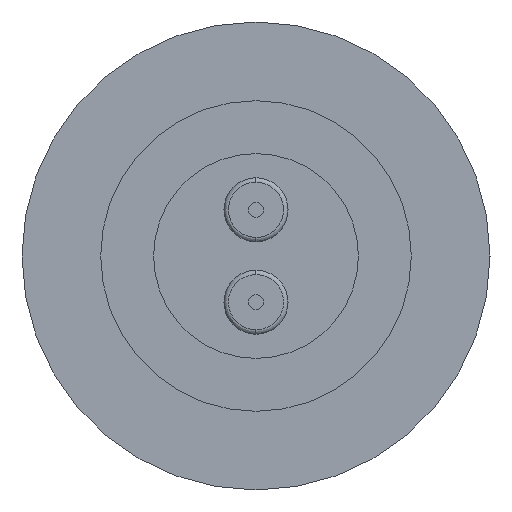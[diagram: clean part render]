
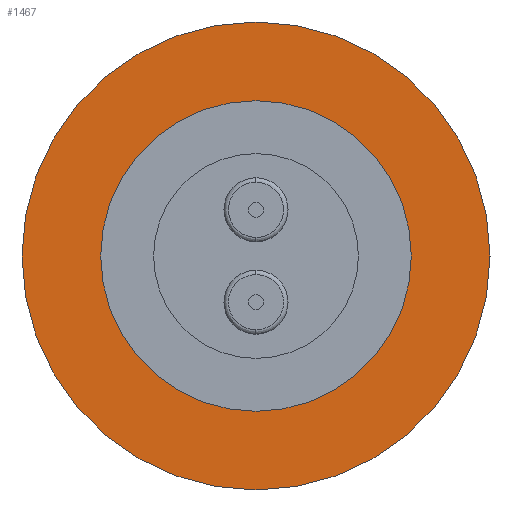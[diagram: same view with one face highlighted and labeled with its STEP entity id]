
A CAD part, front view. The second image highlights one B-rep face of the part: STEP entity #1467.
In plain terms, the highlighted planar face has unit normal (0, -1, 0).
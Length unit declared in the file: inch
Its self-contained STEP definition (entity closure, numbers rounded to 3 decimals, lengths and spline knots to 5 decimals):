
#76 = CIRCLE ( 'NONE', #1952, 0.521 ) ;
#170 = DIRECTION ( 'NONE',  ( 0., -1., 0. ) ) ;
#189 = ORIENTED_EDGE ( 'NONE', *, *, #612, .T. ) ;
#240 = VERTEX_POINT ( 'NONE', #2014 ) ;
#339 = AXIS2_PLACEMENT_3D ( 'NONE', #1887, #945, #2033 ) ;
#390 = AXIS2_PLACEMENT_3D ( 'NONE', #2084, #170, #1342 ) ;
#447 = CIRCLE ( 'NONE', #339, 0.521 ) ;
#479 = EDGE_CURVE ( 'NONE', #627, #240, #660, .T. ) ;
#608 = CARTESIAN_POINT ( 'NONE',  ( 0., -0.87271, 0.785 ) ) ;
#612 = EDGE_CURVE ( 'NONE', #1980, #1103, #447, .T. ) ;
#627 = VERTEX_POINT ( 'NONE', #608 ) ;
#660 = CIRCLE ( 'NONE', #1043, 0.785 ) ;
#810 = EDGE_CURVE ( 'NONE', #1103, #1980, #76, .T. ) ;
#828 = CARTESIAN_POINT ( 'NONE',  ( 0., -0.87271, 0. ) ) ;
#837 = PLANE ( 'NONE',  #390 ) ;
#871 = EDGE_LOOP ( 'NONE', ( #1932, #1125 ) ) ;
#888 = FACE_OUTER_BOUND ( 'NONE', #871, .T. ) ;
#945 = DIRECTION ( 'NONE',  ( 0., 1., 0. ) ) ;
#986 = DIRECTION ( 'NONE',  ( 0., 0., 1. ) ) ;
#991 = DIRECTION ( 'NONE',  ( 0., 1., 0. ) ) ;
#1043 = AXIS2_PLACEMENT_3D ( 'NONE', #1699, #1646, #1629 ) ;
#1099 = EDGE_LOOP ( 'NONE', ( #1654, #189 ) ) ;
#1103 = VERTEX_POINT ( 'NONE', #1402 ) ;
#1125 = ORIENTED_EDGE ( 'NONE', *, *, #2031, .T. ) ;
#1342 = DIRECTION ( 'NONE',  ( 0., 0., -1. ) ) ;
#1402 = CARTESIAN_POINT ( 'NONE',  ( 0., -0.87271, 0.521 ) ) ;
#1467 = ADVANCED_FACE ( 'NONE', ( #888, #1829 ), #837, .T. ) ;
#1629 = DIRECTION ( 'NONE',  ( 0., 0., 1. ) ) ;
#1646 = DIRECTION ( 'NONE',  ( 0., -1., 0. ) ) ;
#1654 = ORIENTED_EDGE ( 'NONE', *, *, #810, .T. ) ;
#1691 = CIRCLE ( 'NONE', #1727, 0.785 ) ;
#1699 = CARTESIAN_POINT ( 'NONE',  ( 0., -0.87271, 0. ) ) ;
#1727 = AXIS2_PLACEMENT_3D ( 'NONE', #828, #1933, #986 ) ;
#1829 = FACE_BOUND ( 'NONE', #1099, .T. ) ;
#1887 = CARTESIAN_POINT ( 'NONE',  ( 0., -0.87271, 0. ) ) ;
#1917 = CARTESIAN_POINT ( 'NONE',  ( 0., -0.87271, -0.521 ) ) ;
#1932 = ORIENTED_EDGE ( 'NONE', *, *, #479, .T. ) ;
#1933 = DIRECTION ( 'NONE',  ( 0., -1., 0. ) ) ;
#1936 = CARTESIAN_POINT ( 'NONE',  ( 0., -0.87271, 0. ) ) ;
#1952 = AXIS2_PLACEMENT_3D ( 'NONE', #1936, #991, #2080 ) ;
#1980 = VERTEX_POINT ( 'NONE', #1917 ) ;
#2014 = CARTESIAN_POINT ( 'NONE',  ( 0., -0.87271, -0.785 ) ) ;
#2031 = EDGE_CURVE ( 'NONE', #240, #627, #1691, .T. ) ;
#2033 = DIRECTION ( 'NONE',  ( 0., 0., 1. ) ) ;
#2080 = DIRECTION ( 'NONE',  ( 0., 0., 1. ) ) ;
#2084 = CARTESIAN_POINT ( 'NONE',  ( -0.785, -0.87271, 0. ) ) ;
